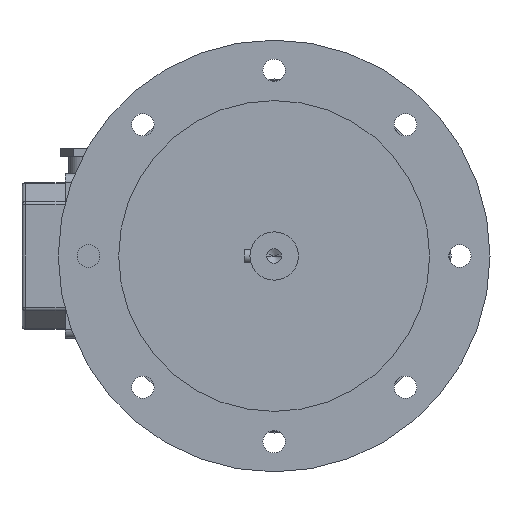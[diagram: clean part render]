
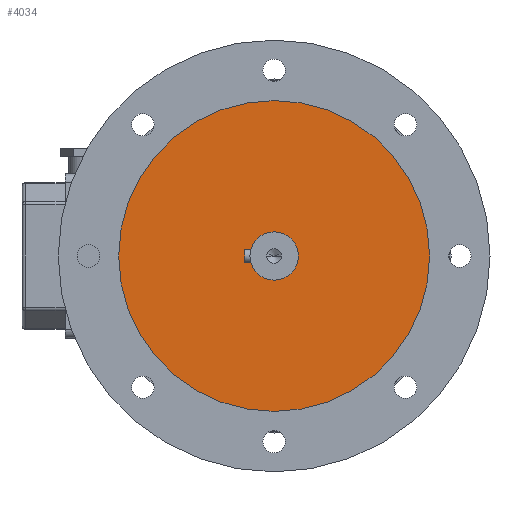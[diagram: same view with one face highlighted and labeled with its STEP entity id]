
A CAD part, left-side view. The second image highlights one B-rep face of the part: STEP entity #4034.
In plain terms, the highlighted face is planar.
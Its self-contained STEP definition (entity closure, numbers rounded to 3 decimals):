
#3810 = EDGE_CURVE ( 'NONE', #3811, #3812, #11214, .T. ) ;
#3811 = VERTEX_POINT ( 'NONE', #11207 ) ;
#3812 = VERTEX_POINT ( 'NONE', #11206 ) ;
#3841 = EDGE_CURVE ( 'NONE', #3842, #3867, #11246, .T. ) ;
#3842 = VERTEX_POINT ( 'NONE', #11302 ) ;
#3867 = VERTEX_POINT ( 'NONE', #11303 ) ;
#3956 = ORIENTED_EDGE ( 'NONE', *, *, #3810, .F. ) ;
#3957 = ORIENTED_EDGE ( 'NONE', *, *, #3958, .F. ) ;
#3958 = EDGE_CURVE ( 'NONE', #3812, #3811, #11521, .T. ) ;
#3959 = EDGE_LOOP ( 'NONE', ( #4014, #4015 ) ) ;
#4014 = ORIENTED_EDGE ( 'NONE', *, *, #3841, .T. ) ;
#4015 = ORIENTED_EDGE ( 'NONE', *, *, #4033, .T. ) ;
#4033 = EDGE_CURVE ( 'NONE', #3867, #3842, #11649, .T. ) ;
#4034 = ADVANCED_FACE ( 'NONE', ( #11644, #11643 ), #11642, .F. ) ;
#9641 = EDGE_LOOP ( 'NONE', ( #3956, #3957 ) ) ;
#11206 = CARTESIAN_POINT ( 'NONE',  ( 0., 23., -14. ) ) ;
#11207 = CARTESIAN_POINT ( 'NONE',  ( 0., 23., 14. ) ) ;
#11208 = DIRECTION ( 'NONE',  ( 0., 0., 1. ) ) ;
#11209 = DIRECTION ( 'NONE',  ( 0., 1., 0. ) ) ;
#11210 = CARTESIAN_POINT ( 'NONE',  ( 0., 23., 0. ) ) ;
#11211 = AXIS2_PLACEMENT_3D ( 'NONE', #11210, #11209, #11208 ) ;
#11214 = CIRCLE ( 'NONE', #11211, 14. ) ;
#11242 = DIRECTION ( 'NONE',  ( 0., 0., 1. ) ) ;
#11243 = DIRECTION ( 'NONE',  ( 0., 1., 0. ) ) ;
#11244 = CARTESIAN_POINT ( 'NONE',  ( 0., 23., 0. ) ) ;
#11245 = AXIS2_PLACEMENT_3D ( 'NONE', #11244, #11243, #11242 ) ;
#11246 = CIRCLE ( 'NONE', #11245, 90. ) ;
#11302 = CARTESIAN_POINT ( 'NONE',  ( 0., 23., 90. ) ) ;
#11303 = CARTESIAN_POINT ( 'NONE',  ( 0., 23., -90. ) ) ;
#11517 = DIRECTION ( 'NONE',  ( 0., 0., 1. ) ) ;
#11518 = DIRECTION ( 'NONE',  ( 0., 1., 0. ) ) ;
#11519 = CARTESIAN_POINT ( 'NONE',  ( 0., 23., 0. ) ) ;
#11520 = AXIS2_PLACEMENT_3D ( 'NONE', #11519, #11518, #11517 ) ;
#11521 = CIRCLE ( 'NONE', #11520, 14. ) ;
#11637 = DIRECTION ( 'NONE',  ( 0., 0., -1. ) ) ;
#11638 = DIRECTION ( 'NONE',  ( 0., -1., 0. ) ) ;
#11639 = CARTESIAN_POINT ( 'NONE',  ( 0., 23., -14. ) ) ;
#11641 = AXIS2_PLACEMENT_3D ( 'NONE', #11639, #11638, #11637 ) ;
#11642 = PLANE ( 'NONE',  #11641 ) ;
#11643 = FACE_OUTER_BOUND ( 'NONE', #3959, .T. ) ;
#11644 = FACE_BOUND ( 'NONE', #9641, .T. ) ;
#11645 = DIRECTION ( 'NONE',  ( 0., 0., 1. ) ) ;
#11646 = DIRECTION ( 'NONE',  ( 0., 1., 0. ) ) ;
#11647 = CARTESIAN_POINT ( 'NONE',  ( 0., 23., 0. ) ) ;
#11648 = AXIS2_PLACEMENT_3D ( 'NONE', #11647, #11646, #11645 ) ;
#11649 = CIRCLE ( 'NONE', #11648, 90. ) ;
